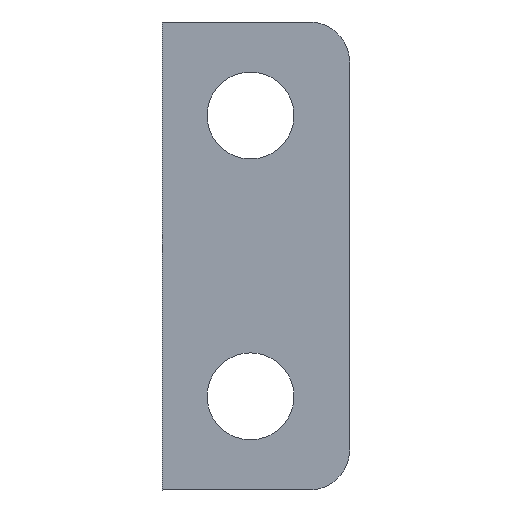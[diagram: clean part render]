
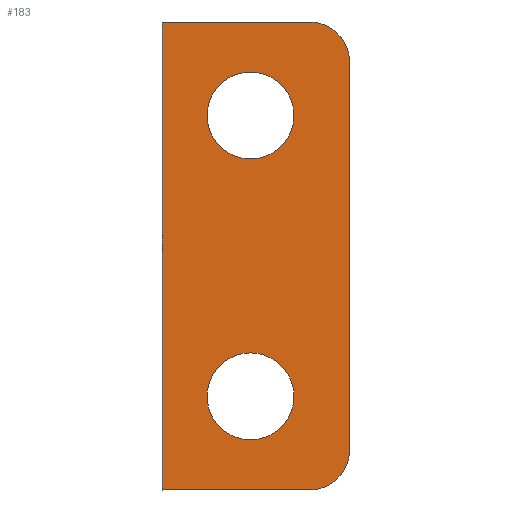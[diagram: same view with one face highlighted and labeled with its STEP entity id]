
A CAD part, front view. The second image highlights one B-rep face of the part: STEP entity #183.
In plain terms, the highlighted planar face has unit normal (0, -1, 0).
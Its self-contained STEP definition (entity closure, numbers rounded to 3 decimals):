
#15=FACE_BOUND('',#38,.T.);
#16=FACE_BOUND('',#39,.T.);
#20=PLANE('',#209);
#27=FACE_OUTER_BOUND('',#37,.T.);
#37=EDGE_LOOP('',(#137,#138,#139,#140,#141,#142));
#38=EDGE_LOOP('',(#143));
#39=EDGE_LOOP('',(#144));
#51=LINE('',#289,#67);
#54=LINE('',#295,#70);
#55=LINE('',#297,#71);
#56=LINE('',#299,#72);
#67=VECTOR('',#235,10.);
#70=VECTOR('',#240,10.);
#71=VECTOR('',#241,10.);
#72=VECTOR('',#242,10.);
#81=CIRCLE('',#206,3.);
#83=CIRCLE('',#210,3.);
#84=CIRCLE('',#211,3.25);
#85=CIRCLE('',#212,3.25);
#89=VERTEX_POINT('',#279);
#90=VERTEX_POINT('',#280);
#93=VERTEX_POINT('',#288);
#95=VERTEX_POINT('',#294);
#96=VERTEX_POINT('',#296);
#97=VERTEX_POINT('',#298);
#98=VERTEX_POINT('',#301);
#99=VERTEX_POINT('',#303);
#105=EDGE_CURVE('',#89,#90,#81,.T.);
#109=EDGE_CURVE('',#93,#90,#51,.F.);
#112=EDGE_CURVE('',#89,#95,#54,.F.);
#113=EDGE_CURVE('',#95,#96,#55,.T.);
#114=EDGE_CURVE('',#96,#97,#56,.F.);
#115=EDGE_CURVE('',#93,#97,#83,.T.);
#116=EDGE_CURVE('',#98,#98,#84,.T.);
#117=EDGE_CURVE('',#99,#99,#85,.T.);
#137=ORIENTED_EDGE('',*,*,#105,.F.);
#138=ORIENTED_EDGE('',*,*,#112,.T.);
#139=ORIENTED_EDGE('',*,*,#113,.T.);
#140=ORIENTED_EDGE('',*,*,#114,.T.);
#141=ORIENTED_EDGE('',*,*,#115,.F.);
#142=ORIENTED_EDGE('',*,*,#109,.T.);
#143=ORIENTED_EDGE('',*,*,#116,.T.);
#144=ORIENTED_EDGE('',*,*,#117,.T.);
#183=ADVANCED_FACE('',(#27,#15,#16),#20,.T.);
#206=AXIS2_PLACEMENT_3D('',#281,#227,#228);
#209=AXIS2_PLACEMENT_3D('',#293,#238,#239);
#210=AXIS2_PLACEMENT_3D('',#300,#243,#244);
#211=AXIS2_PLACEMENT_3D('',#302,#245,#246);
#212=AXIS2_PLACEMENT_3D('',#304,#247,#248);
#227=DIRECTION('center_axis',(0.,1.,0.));
#228=DIRECTION('ref_axis',(0.707,0.,0.707));
#235=DIRECTION('',(0.,0.,-1.));
#238=DIRECTION('center_axis',(0.,-1.,0.));
#239=DIRECTION('ref_axis',(1.,0.,0.));
#240=DIRECTION('',(1.,0.,0.));
#241=DIRECTION('',(0.,0.,-1.));
#242=DIRECTION('',(-1.,0.,0.));
#243=DIRECTION('center_axis',(0.,1.,0.));
#244=DIRECTION('ref_axis',(0.707,0.,-0.707));
#245=DIRECTION('center_axis',(0.,1.,0.));
#246=DIRECTION('ref_axis',(-1.,0.,0.));
#247=DIRECTION('center_axis',(0.,1.,0.));
#248=DIRECTION('ref_axis',(-1.,0.,0.));
#279=CARTESIAN_POINT('',(198.361,125.147,853.615));
#280=CARTESIAN_POINT('',(201.361,125.147,850.615));
#281=CARTESIAN_POINT('Origin',(198.361,125.147,850.615));
#288=CARTESIAN_POINT('',(201.361,125.147,821.615));
#289=CARTESIAN_POINT('',(201.361,125.147,828.868));
#293=CARTESIAN_POINT('Origin',(187.656,125.147,836.115));
#294=CARTESIAN_POINT('',(187.361,125.147,853.615));
#295=CARTESIAN_POINT('',(193.054,125.147,853.615));
#296=CARTESIAN_POINT('',(187.361,125.147,818.615));
#297=CARTESIAN_POINT('',(187.361,125.147,818.615));
#298=CARTESIAN_POINT('',(198.361,125.147,818.615));
#299=CARTESIAN_POINT('',(188.009,125.147,818.615));
#300=CARTESIAN_POINT('Origin',(198.361,125.147,821.615));
#301=CARTESIAN_POINT('',(197.201,125.147,846.621));
#302=CARTESIAN_POINT('Origin',(193.951,125.147,846.621));
#303=CARTESIAN_POINT('',(197.201,125.147,825.621));
#304=CARTESIAN_POINT('Origin',(193.951,125.147,825.621));
